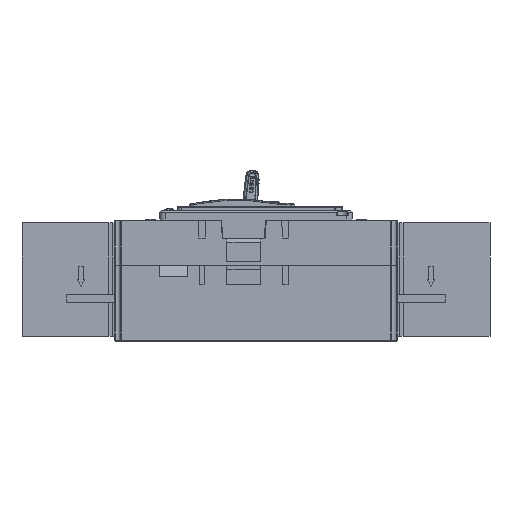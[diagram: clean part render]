
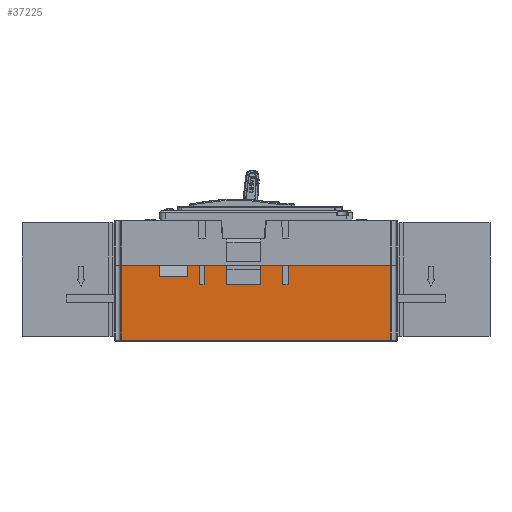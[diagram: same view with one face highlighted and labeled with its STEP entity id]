
A CAD part, front view. The second image highlights one B-rep face of the part: STEP entity #37225.
In plain terms, the highlighted planar face has unit normal (0, -1, 0).
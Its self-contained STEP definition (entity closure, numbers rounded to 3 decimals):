
#19077=LINE('',#166061,#28121);
#19083=LINE('',#166075,#28127);
#19089=LINE('',#166094,#28133);
#19091=LINE('',#166099,#28135);
#19094=LINE('',#166105,#28138);
#19096=LINE('',#166109,#28140);
#19100=LINE('',#166118,#28144);
#19106=LINE('',#166136,#28150);
#19109=LINE('',#166144,#28153);
#19111=LINE('',#166148,#28155);
#19122=LINE('',#166179,#28166);
#19125=LINE('',#166192,#28169);
#20045=LINE('',#169248,#29089);
#20046=LINE('',#169252,#29090);
#20047=LINE('',#169253,#29091);
#20048=LINE('',#169254,#29092);
#20049=LINE('',#169255,#29093);
#20050=LINE('',#169256,#29094);
#20051=LINE('',#169258,#29095);
#20052=LINE('',#169260,#29096);
#28121=VECTOR('',#131280,1.);
#28127=VECTOR('',#131288,1.);
#28133=VECTOR('',#131310,1.);
#28135=VECTOR('',#131314,1.);
#28138=VECTOR('',#131319,1.);
#28140=VECTOR('',#131323,1.);
#28144=VECTOR('',#131329,1.);
#28150=VECTOR('',#131347,1.);
#28153=VECTOR('',#131356,1.);
#28155=VECTOR('',#131360,1.);
#28166=VECTOR('',#131379,1.);
#28169=VECTOR('',#131388,1.);
#29089=VECTOR('',#134202,1.);
#29090=VECTOR('',#134207,1.);
#29091=VECTOR('',#134208,1.);
#29092=VECTOR('',#134209,1.);
#29093=VECTOR('',#134210,1.);
#29094=VECTOR('',#134211,1.);
#29095=VECTOR('',#134212,1.);
#29096=VECTOR('',#134213,1.);
#32142=PLANE('',#109377);
#37225=ADVANCED_FACE('',(#42273),#32142,.T.);
#42273=FACE_OUTER_BOUND('',#47874,.T.);
#47874=EDGE_LOOP('',(#77008,#77009,#77010,#77011,#77012,#77013,#77014,#77015,
#77016,#77017,#77018,#77019,#77020,#77021,#77022,#77023,#77024,#77025,#77026,
#77027,#77028,#77029,#77030,#77031,#77032,#77033));
#50806=CIRCLE('',#108400,0.5);
#50809=CIRCLE('',#108405,0.5);
#50812=CIRCLE('',#108415,0.5);
#50813=CIRCLE('',#108418,0.5);
#50814=CIRCLE('',#108422,0.5);
#50815=CIRCLE('',#108426,0.5);
#77008=ORIENTED_EDGE('',*,*,#98233,.T.);
#77009=ORIENTED_EDGE('',*,*,#98241,.T.);
#77010=ORIENTED_EDGE('',*,*,#98239,.F.);
#77011=ORIENTED_EDGE('',*,*,#98247,.T.);
#77012=ORIENTED_EDGE('',*,*,#98249,.F.);
#77013=ORIENTED_EDGE('',*,*,#99672,.T.);
#77014=ORIENTED_EDGE('',*,*,#98275,.T.);
#77015=ORIENTED_EDGE('',*,*,#98279,.T.);
#77016=ORIENTED_EDGE('',*,*,#98293,.F.);
#77017=ORIENTED_EDGE('',*,*,#98290,.T.);
#77018=ORIENTED_EDGE('',*,*,#98288,.F.);
#77019=ORIENTED_EDGE('',*,*,#99673,.T.);
#77020=ORIENTED_EDGE('',*,*,#98273,.T.);
#77021=ORIENTED_EDGE('',*,*,#98271,.T.);
#77022=ORIENTED_EDGE('',*,*,#98269,.F.);
#77023=ORIENTED_EDGE('',*,*,#98267,.T.);
#77024=ORIENTED_EDGE('',*,*,#98260,.F.);
#77025=ORIENTED_EDGE('',*,*,#99674,.T.);
#77026=ORIENTED_EDGE('',*,*,#98256,.T.);
#77027=ORIENTED_EDGE('',*,*,#98254,.F.);
#77028=ORIENTED_EDGE('',*,*,#98251,.F.);
#77029=ORIENTED_EDGE('',*,*,#99675,.T.);
#77030=ORIENTED_EDGE('',*,*,#99670,.T.);
#77031=ORIENTED_EDGE('',*,*,#99676,.T.);
#77032=ORIENTED_EDGE('',*,*,#99677,.T.);
#77033=ORIENTED_EDGE('',*,*,#99678,.F.);
#85496=VERTEX_POINT('',#166062);
#85497=VERTEX_POINT('',#166063);
#85502=VERTEX_POINT('',#166074);
#85503=VERTEX_POINT('',#166076);
#85506=VERTEX_POINT('',#166089);
#85507=VERTEX_POINT('',#166093);
#85508=VERTEX_POINT('',#166097);
#85510=VERTEX_POINT('',#166100);
#85512=VERTEX_POINT('',#166106);
#85513=VERTEX_POINT('',#166110);
#85516=VERTEX_POINT('',#166117);
#85517=VERTEX_POINT('',#166119);
#85522=VERTEX_POINT('',#166133);
#85523=VERTEX_POINT('',#166137);
#85524=VERTEX_POINT('',#166141);
#85525=VERTEX_POINT('',#166145);
#85526=VERTEX_POINT('',#166149);
#85527=VERTEX_POINT('',#166150);
#85530=VERTEX_POINT('',#166158);
#85537=VERTEX_POINT('',#166178);
#85538=VERTEX_POINT('',#166180);
#85539=VERTEX_POINT('',#166184);
#86448=VERTEX_POINT('',#169245);
#86449=VERTEX_POINT('',#169249);
#86450=VERTEX_POINT('',#169257);
#86451=VERTEX_POINT('',#169259);
#98233=EDGE_CURVE('',#85496,#85497,#19077,.T.);
#98239=EDGE_CURVE('',#85502,#85503,#19083,.T.);
#98241=EDGE_CURVE('',#85497,#85503,#50806,.T.);
#98247=EDGE_CURVE('',#85502,#85506,#50809,.T.);
#98249=EDGE_CURVE('',#85507,#85506,#19089,.T.);
#98251=EDGE_CURVE('',#85508,#85510,#19091,.T.);
#98254=EDGE_CURVE('',#85510,#85512,#19094,.T.);
#98256=EDGE_CURVE('',#85513,#85512,#19096,.T.);
#98260=EDGE_CURVE('',#85516,#85517,#19100,.T.);
#98267=EDGE_CURVE('',#85522,#85517,#50812,.T.);
#98269=EDGE_CURVE('',#85522,#85523,#19106,.T.);
#98271=EDGE_CURVE('',#85524,#85523,#50813,.T.);
#98273=EDGE_CURVE('',#85525,#85524,#19109,.T.);
#98275=EDGE_CURVE('',#85526,#85527,#19111,.T.);
#98279=EDGE_CURVE('',#85527,#85530,#50814,.T.);
#98288=EDGE_CURVE('',#85537,#85538,#19122,.T.);
#98290=EDGE_CURVE('',#85539,#85538,#50815,.T.);
#98293=EDGE_CURVE('',#85539,#85530,#19125,.T.);
#99670=EDGE_CURVE('',#86449,#86448,#20045,.T.);
#99672=EDGE_CURVE('',#85507,#85526,#20046,.T.);
#99673=EDGE_CURVE('',#85537,#85525,#20047,.T.);
#99674=EDGE_CURVE('',#85516,#85513,#20048,.T.);
#99675=EDGE_CURVE('',#85508,#86449,#20049,.T.);
#99676=EDGE_CURVE('',#86448,#86450,#20050,.T.);
#99677=EDGE_CURVE('',#86450,#86451,#20051,.T.);
#99678=EDGE_CURVE('',#85496,#86451,#20052,.T.);
#108400=AXIS2_PLACEMENT_3D('',#166079,#131292,#131293);
#108405=AXIS2_PLACEMENT_3D('',#166090,#131305,#131306);
#108415=AXIS2_PLACEMENT_3D('',#166132,#131342,#131343);
#108418=AXIS2_PLACEMENT_3D('',#166140,#131351,#131352);
#108422=AXIS2_PLACEMENT_3D('',#166157,#131366,#131367);
#108426=AXIS2_PLACEMENT_3D('',#166183,#131383,#131384);
#109377=AXIS2_PLACEMENT_3D('',#169261,#134214,#134215);
#131280=DIRECTION('',(0.,0.,-1.));
#131288=DIRECTION('',(1.,0.,0.));
#131292=DIRECTION('',(0.,1.,0.));
#131293=DIRECTION('',(1.,0.,0.));
#131305=DIRECTION('',(0.,1.,0.));
#131306=DIRECTION('',(0.,0.,-1.));
#131310=DIRECTION('',(0.,0.,-1.));
#131314=DIRECTION('',(0.,0.,-1.));
#131319=DIRECTION('',(1.,0.,0.));
#131323=DIRECTION('',(0.,0.,-1.));
#131329=DIRECTION('',(0.,0.,-1.));
#131342=DIRECTION('',(0.,1.,0.));
#131343=DIRECTION('',(0.,0.,-1.));
#131347=DIRECTION('',(1.,0.,0.));
#131351=DIRECTION('',(0.,1.,0.));
#131352=DIRECTION('',(1.,0.,0.));
#131356=DIRECTION('',(0.,0.,-1.));
#131360=DIRECTION('',(0.,0.,-1.));
#131366=DIRECTION('',(0.,1.,0.));
#131367=DIRECTION('',(1.,0.,0.));
#131379=DIRECTION('',(0.,0.,-1.));
#131383=DIRECTION('',(0.,1.,0.));
#131384=DIRECTION('',(0.,0.,-1.));
#131388=DIRECTION('',(1.,0.,0.));
#134202=DIRECTION('',(0.,0.,-1.));
#134207=DIRECTION('',(-1.,0.,0.));
#134208=DIRECTION('',(-1.,0.,0.));
#134209=DIRECTION('',(-1.,0.,0.));
#134210=DIRECTION('',(-1.,0.,0.));
#134211=DIRECTION('',(1.,0.,0.));
#134212=DIRECTION('',(0.,0.,1.));
#134213=DIRECTION('',(1.,0.,0.));
#134214=DIRECTION('',(0.,-1.,0.));
#134215=DIRECTION('',(1.,0.,0.));
#166061=CARTESIAN_POINT('',(92.,0.,-1.));
#166062=CARTESIAN_POINT('',(92.,0.,-1.));
#166063=CARTESIAN_POINT('',(92.,0.,-10.8));
#166074=CARTESIAN_POINT('',(89.5,0.,-11.3));
#166075=CARTESIAN_POINT('',(89.5,0.,-11.3));
#166076=CARTESIAN_POINT('',(91.5,0.,-11.3));
#166079=CARTESIAN_POINT('',(91.5,0.,-10.8));
#166089=CARTESIAN_POINT('',(89.,0.,-10.8));
#166090=CARTESIAN_POINT('',(89.5,0.,-10.8));
#166093=CARTESIAN_POINT('',(89.,0.,-1.));
#166094=CARTESIAN_POINT('',(89.,0.,-1.));
#166097=CARTESIAN_POINT('',(24.,0.,-1.));
#166099=CARTESIAN_POINT('',(24.,0.,-1.));
#166100=CARTESIAN_POINT('',(24.,0.,-7.));
#166105=CARTESIAN_POINT('',(24.,0.,-7.));
#166106=CARTESIAN_POINT('',(39.,0.,-7.));
#166109=CARTESIAN_POINT('',(39.,0.,-1.));
#166110=CARTESIAN_POINT('',(39.,0.,-1.));
#166117=CARTESIAN_POINT('',(45.,0.,-1.));
#166118=CARTESIAN_POINT('',(45.,0.,-1.));
#166119=CARTESIAN_POINT('',(45.,0.,-10.8));
#166132=CARTESIAN_POINT('',(45.5,0.,-10.8));
#166133=CARTESIAN_POINT('',(45.5,0.,-11.3));
#166136=CARTESIAN_POINT('',(45.5,0.,-11.3));
#166137=CARTESIAN_POINT('',(47.5,0.,-11.3));
#166140=CARTESIAN_POINT('',(47.5,0.,-10.8));
#166141=CARTESIAN_POINT('',(48.,0.,-10.8));
#166144=CARTESIAN_POINT('',(48.,0.,-1.));
#166145=CARTESIAN_POINT('',(48.,0.,-1.));
#166148=CARTESIAN_POINT('',(77.5,0.,-1.));
#166149=CARTESIAN_POINT('',(77.5,0.,-1.));
#166150=CARTESIAN_POINT('',(77.5,0.,-10.8));
#166157=CARTESIAN_POINT('',(77.,0.,-10.8));
#166158=CARTESIAN_POINT('',(77.,0.,-11.3));
#166178=CARTESIAN_POINT('',(59.5,0.,-1.));
#166179=CARTESIAN_POINT('',(59.5,0.,-1.));
#166180=CARTESIAN_POINT('',(59.5,0.,-10.8));
#166183=CARTESIAN_POINT('',(60.,0.,-10.8));
#166184=CARTESIAN_POINT('',(60.,0.,-11.3));
#166192=CARTESIAN_POINT('',(60.,0.,-11.3));
#169245=CARTESIAN_POINT('',(3.737,0.,-40.5));
#169248=CARTESIAN_POINT('',(3.737,0.,-1.));
#169249=CARTESIAN_POINT('',(3.737,0.,-1.));
#169252=CARTESIAN_POINT('',(89.,0.,-1.));
#169253=CARTESIAN_POINT('',(59.5,0.,-1.));
#169254=CARTESIAN_POINT('',(45.,0.,-1.));
#169255=CARTESIAN_POINT('',(24.,0.,-1.));
#169256=CARTESIAN_POINT('',(3.737,0.,-40.5));
#169257=CARTESIAN_POINT('',(146.264,0.,-40.5));
#169258=CARTESIAN_POINT('',(146.264,0.,-40.5));
#169259=CARTESIAN_POINT('',(146.264,0.,-1.));
#169260=CARTESIAN_POINT('',(92.,0.,-1.));
#169261=CARTESIAN_POINT('',(0.,0.,-55.5));
